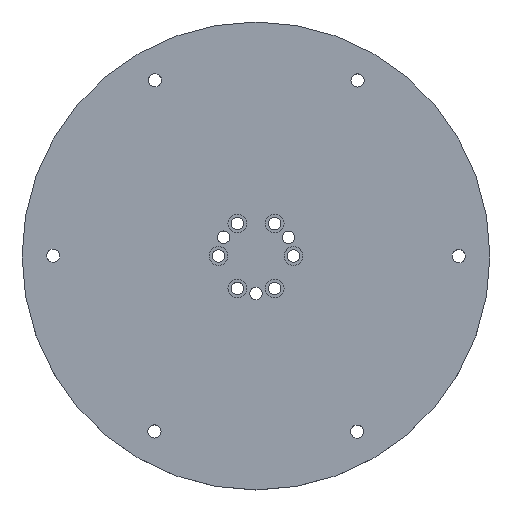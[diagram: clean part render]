
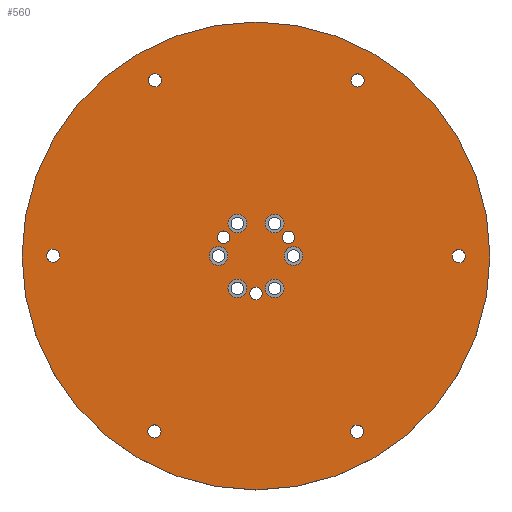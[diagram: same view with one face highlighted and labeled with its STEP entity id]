
A CAD part, top view. The second image highlights one B-rep face of the part: STEP entity #560.
In plain terms, the highlighted planar face has unit normal (0, 0, 1).
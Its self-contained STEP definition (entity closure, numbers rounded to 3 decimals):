
#30=FACE_BOUND('',#139,.T.);
#31=FACE_BOUND('',#140,.T.);
#32=FACE_BOUND('',#141,.T.);
#33=FACE_BOUND('',#142,.T.);
#34=FACE_BOUND('',#143,.T.);
#35=FACE_BOUND('',#144,.T.);
#36=FACE_BOUND('',#145,.T.);
#37=FACE_BOUND('',#146,.T.);
#38=FACE_BOUND('',#147,.T.);
#39=FACE_BOUND('',#148,.T.);
#40=FACE_BOUND('',#149,.T.);
#41=FACE_BOUND('',#150,.T.);
#42=FACE_BOUND('',#151,.T.);
#43=FACE_BOUND('',#152,.T.);
#44=FACE_BOUND('',#153,.T.);
#59=PLANE('',#652);
#91=FACE_OUTER_BOUND('',#138,.T.);
#138=EDGE_LOOP('',(#483));
#139=EDGE_LOOP('',(#484));
#140=EDGE_LOOP('',(#485));
#141=EDGE_LOOP('',(#486));
#142=EDGE_LOOP('',(#487));
#143=EDGE_LOOP('',(#488));
#144=EDGE_LOOP('',(#489));
#145=EDGE_LOOP('',(#490));
#146=EDGE_LOOP('',(#491));
#147=EDGE_LOOP('',(#492));
#148=EDGE_LOOP('',(#493));
#149=EDGE_LOOP('',(#494));
#150=EDGE_LOOP('',(#495));
#151=EDGE_LOOP('',(#496));
#152=EDGE_LOOP('',(#497));
#153=EDGE_LOOP('',(#498));
#208=CIRCLE('',#577,2.117);
#210=CIRCLE('',#580,2.117);
#212=CIRCLE('',#583,2.117);
#214=CIRCLE('',#586,2.117);
#216=CIRCLE('',#589,2.117);
#218=CIRCLE('',#592,2.117);
#220=CIRCLE('',#595,3.);
#223=CIRCLE('',#600,3.);
#226=CIRCLE('',#605,3.);
#229=CIRCLE('',#610,3.);
#232=CIRCLE('',#615,3.);
#235=CIRCLE('',#620,3.);
#240=CIRCLE('',#629,2.);
#243=CIRCLE('',#634,2.);
#247=CIRCLE('',#641,2.);
#252=CIRCLE('',#650,75.);
#254=VERTEX_POINT('',#837);
#256=VERTEX_POINT('',#843);
#258=VERTEX_POINT('',#849);
#260=VERTEX_POINT('',#855);
#262=VERTEX_POINT('',#861);
#264=VERTEX_POINT('',#867);
#266=VERTEX_POINT('',#873);
#269=VERTEX_POINT('',#882);
#272=VERTEX_POINT('',#891);
#275=VERTEX_POINT('',#900);
#278=VERTEX_POINT('',#909);
#281=VERTEX_POINT('',#918);
#286=VERTEX_POINT('',#935);
#289=VERTEX_POINT('',#945);
#293=VERTEX_POINT('',#959);
#298=VERTEX_POINT('',#976);
#300=EDGE_CURVE('',#254,#254,#208,.T.);
#303=EDGE_CURVE('',#256,#256,#210,.T.);
#306=EDGE_CURVE('',#258,#258,#212,.T.);
#309=EDGE_CURVE('',#260,#260,#214,.T.);
#312=EDGE_CURVE('',#262,#262,#216,.T.);
#315=EDGE_CURVE('',#264,#264,#218,.T.);
#318=EDGE_CURVE('',#266,#266,#220,.T.);
#322=EDGE_CURVE('',#269,#269,#223,.T.);
#326=EDGE_CURVE('',#272,#272,#226,.T.);
#330=EDGE_CURVE('',#275,#275,#229,.T.);
#334=EDGE_CURVE('',#278,#278,#232,.T.);
#338=EDGE_CURVE('',#281,#281,#235,.T.);
#346=EDGE_CURVE('',#286,#286,#240,.T.);
#351=EDGE_CURVE('',#289,#289,#243,.T.);
#358=EDGE_CURVE('',#293,#293,#247,.T.);
#366=EDGE_CURVE('',#298,#298,#252,.T.);
#483=ORIENTED_EDGE('',*,*,#366,.T.);
#484=ORIENTED_EDGE('',*,*,#300,.T.);
#485=ORIENTED_EDGE('',*,*,#303,.T.);
#486=ORIENTED_EDGE('',*,*,#306,.T.);
#487=ORIENTED_EDGE('',*,*,#309,.T.);
#488=ORIENTED_EDGE('',*,*,#312,.T.);
#489=ORIENTED_EDGE('',*,*,#315,.T.);
#490=ORIENTED_EDGE('',*,*,#318,.T.);
#491=ORIENTED_EDGE('',*,*,#322,.T.);
#492=ORIENTED_EDGE('',*,*,#326,.T.);
#493=ORIENTED_EDGE('',*,*,#330,.T.);
#494=ORIENTED_EDGE('',*,*,#334,.T.);
#495=ORIENTED_EDGE('',*,*,#338,.T.);
#496=ORIENTED_EDGE('',*,*,#346,.T.);
#497=ORIENTED_EDGE('',*,*,#351,.T.);
#498=ORIENTED_EDGE('',*,*,#358,.T.);
#560=ADVANCED_FACE('',(#91,#30,#31,#32,#33,#34,#35,#36,#37,#38,#39,#40,
#41,#42,#43,#44),#59,.T.);
#577=AXIS2_PLACEMENT_3D('',#838,#658,#659);
#580=AXIS2_PLACEMENT_3D('',#844,#665,#666);
#583=AXIS2_PLACEMENT_3D('',#850,#672,#673);
#586=AXIS2_PLACEMENT_3D('',#856,#679,#680);
#589=AXIS2_PLACEMENT_3D('',#862,#686,#687);
#592=AXIS2_PLACEMENT_3D('',#868,#693,#694);
#595=AXIS2_PLACEMENT_3D('',#874,#700,#701);
#600=AXIS2_PLACEMENT_3D('',#883,#711,#712);
#605=AXIS2_PLACEMENT_3D('',#892,#722,#723);
#610=AXIS2_PLACEMENT_3D('',#901,#733,#734);
#615=AXIS2_PLACEMENT_3D('',#910,#744,#745);
#620=AXIS2_PLACEMENT_3D('',#919,#755,#756);
#629=AXIS2_PLACEMENT_3D('',#936,#776,#777);
#634=AXIS2_PLACEMENT_3D('',#946,#788,#789);
#641=AXIS2_PLACEMENT_3D('',#960,#805,#806);
#650=AXIS2_PLACEMENT_3D('',#977,#826,#827);
#652=AXIS2_PLACEMENT_3D('',#981,#831,#832);
#658=DIRECTION('center_axis',(0.,0.,-1.));
#659=DIRECTION('ref_axis',(-1.,0.,0.));
#665=DIRECTION('center_axis',(0.,0.,-1.));
#666=DIRECTION('ref_axis',(-1.,0.,0.));
#672=DIRECTION('center_axis',(0.,0.,-1.));
#673=DIRECTION('ref_axis',(-1.,0.,0.));
#679=DIRECTION('center_axis',(0.,0.,-1.));
#680=DIRECTION('ref_axis',(-1.,0.,0.));
#686=DIRECTION('center_axis',(0.,0.,-1.));
#687=DIRECTION('ref_axis',(-1.,0.,0.));
#693=DIRECTION('center_axis',(0.,0.,-1.));
#694=DIRECTION('ref_axis',(-1.,0.,0.));
#700=DIRECTION('center_axis',(0.,0.,-1.));
#701=DIRECTION('ref_axis',(-1.,0.,0.));
#711=DIRECTION('center_axis',(0.,0.,-1.));
#712=DIRECTION('ref_axis',(-1.,0.,0.));
#722=DIRECTION('center_axis',(0.,0.,-1.));
#723=DIRECTION('ref_axis',(-1.,0.,0.));
#733=DIRECTION('center_axis',(0.,0.,-1.));
#734=DIRECTION('ref_axis',(-1.,0.,0.));
#744=DIRECTION('center_axis',(0.,0.,-1.));
#745=DIRECTION('ref_axis',(-1.,0.,0.));
#755=DIRECTION('center_axis',(0.,0.,-1.));
#756=DIRECTION('ref_axis',(-1.,0.,0.));
#776=DIRECTION('center_axis',(0.,0.,-1.));
#777=DIRECTION('ref_axis',(-1.,0.,0.));
#788=DIRECTION('center_axis',(0.,0.,-1.));
#789=DIRECTION('ref_axis',(-1.,0.,0.));
#805=DIRECTION('center_axis',(0.,0.,-1.));
#806=DIRECTION('ref_axis',(-1.,0.,0.));
#826=DIRECTION('center_axis',(0.,0.,1.));
#827=DIRECTION('ref_axis',(1.,0.,0.));
#831=DIRECTION('center_axis',(0.,0.,1.));
#832=DIRECTION('ref_axis',(1.,0.,0.));
#837=CARTESIAN_POINT('',(67.117,-0.071,53.5));
#838=CARTESIAN_POINT('Origin',(65.,-0.071,53.5));
#843=CARTESIAN_POINT('',(-62.883,0.071,53.5));
#844=CARTESIAN_POINT('Origin',(-65.,0.071,53.5));
#849=CARTESIAN_POINT('',(34.555,-56.327,53.5));
#850=CARTESIAN_POINT('Origin',(32.438,-56.327,53.5));
#855=CARTESIAN_POINT('',(34.679,56.256,53.5));
#856=CARTESIAN_POINT('Origin',(32.562,56.256,53.5));
#861=CARTESIAN_POINT('',(-30.321,56.327,53.5));
#862=CARTESIAN_POINT('Origin',(-32.438,56.327,53.5));
#867=CARTESIAN_POINT('',(-30.445,-56.256,53.5));
#868=CARTESIAN_POINT('Origin',(-32.562,-56.256,53.5));
#873=CARTESIAN_POINT('',(15.,-0.013,53.5));
#874=CARTESIAN_POINT('Origin',(12.,-0.013,53.5));
#882=CARTESIAN_POINT('',(-9.,0.013,53.5));
#883=CARTESIAN_POINT('Origin',(-12.,0.013,53.5));
#891=CARTESIAN_POINT('',(8.989,-10.399,53.5));
#892=CARTESIAN_POINT('Origin',(5.989,-10.399,53.5));
#900=CARTESIAN_POINT('',(9.011,10.386,53.5));
#901=CARTESIAN_POINT('Origin',(6.011,10.386,53.5));
#909=CARTESIAN_POINT('',(-2.989,10.399,53.5));
#910=CARTESIAN_POINT('Origin',(-5.989,10.399,53.5));
#918=CARTESIAN_POINT('',(-3.011,-10.386,53.5));
#919=CARTESIAN_POINT('Origin',(-6.011,-10.386,53.5));
#935=CARTESIAN_POINT('',(-8.386,6.011,53.5));
#936=CARTESIAN_POINT('Origin',(-10.386,6.011,53.5));
#945=CARTESIAN_POINT('',(1.987,-12.,53.5));
#946=CARTESIAN_POINT('Origin',(-0.013,-12.,53.5));
#959=CARTESIAN_POINT('',(12.399,5.989,53.5));
#960=CARTESIAN_POINT('Origin',(10.399,5.989,53.5));
#976=CARTESIAN_POINT('',(-75.,0.,53.5));
#977=CARTESIAN_POINT('Origin',(0.,0.,53.5));
#981=CARTESIAN_POINT('Origin',(0.,0.,53.5));
